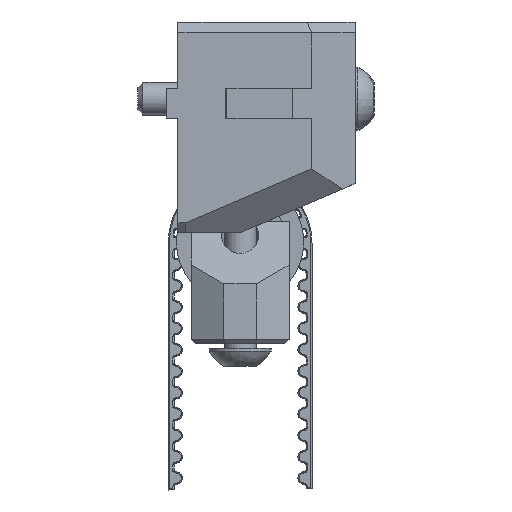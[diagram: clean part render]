
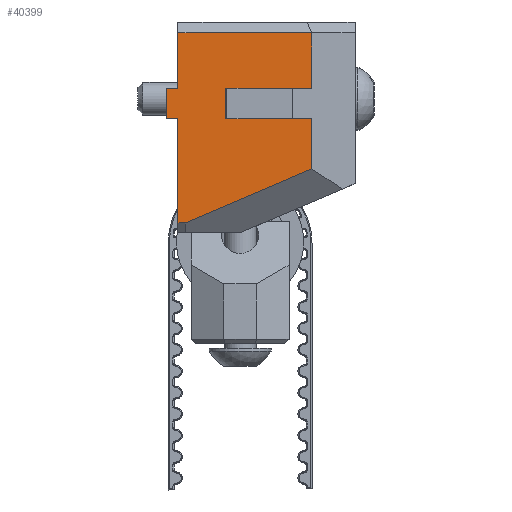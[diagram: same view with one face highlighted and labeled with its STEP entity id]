
A CAD part, left-side view. The second image highlights one B-rep face of the part: STEP entity #40399.
In plain terms, the highlighted planar face has unit normal (-1, 0, 0).
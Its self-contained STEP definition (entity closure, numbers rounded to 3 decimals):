
#6019=FACE_OUTER_BOUND('',#8642,.T.);
#8642=EDGE_LOOP('',(#36274,#36275,#36276,#36277,#36278,#36279,#36280,#36281,
#36282,#36283,#36284,#36285,#36286));
#12228=LINE('',#71725,#15328);
#12230=LINE('',#71729,#15330);
#12233=LINE('',#71735,#15333);
#12274=LINE('',#71836,#15374);
#12279=LINE('',#71850,#15379);
#12284=LINE('',#71860,#15384);
#12305=LINE('',#71911,#15405);
#12309=LINE('',#71918,#15409);
#12311=LINE('',#71924,#15411);
#12314=LINE('',#71929,#15414);
#12403=LINE('',#72119,#15503);
#12438=LINE('',#72215,#15538);
#12492=LINE('',#72364,#15592);
#15328=VECTOR('',#58348,7.931);
#15330=VECTOR('',#58352,5.1);
#15333=VECTOR('',#58355,4.597);
#15374=VECTOR('',#58440,2.8);
#15379=VECTOR('',#58451,1.064);
#15384=VECTOR('',#58458,9.571);
#15405=VECTOR('',#58495,12.626);
#15409=VECTOR('',#58501,7.931);
#15411=VECTOR('',#58509,1.064);
#15414=VECTOR('',#58514,0.686);
#15503=VECTOR('',#58697,2.8);
#15538=VECTOR('',#58798,12.291);
#15592=VECTOR('',#58950,5.1);
#18841=VERTEX_POINT('',#71722);
#18842=VERTEX_POINT('',#71724);
#18843=VERTEX_POINT('',#71728);
#18845=VERTEX_POINT('',#71732);
#18846=VERTEX_POINT('',#71734);
#18883=VERTEX_POINT('',#71833);
#18884=VERTEX_POINT('',#71835);
#18890=VERTEX_POINT('',#71848);
#18894=VERTEX_POINT('',#71858);
#18916=VERTEX_POINT('',#71910);
#18918=VERTEX_POINT('',#71916);
#18919=VERTEX_POINT('',#71923);
#19002=VERTEX_POINT('',#72214);
#24504=EDGE_CURVE('',#18842,#18841,#12228,.T.);
#24506=EDGE_CURVE('',#18843,#18841,#12230,.T.);
#24509=EDGE_CURVE('',#18845,#18846,#12233,.T.);
#24558=EDGE_CURVE('',#18883,#18884,#12274,.T.);
#24565=EDGE_CURVE('',#18883,#18890,#12279,.T.);
#24570=EDGE_CURVE('',#18894,#18890,#12284,.T.);
#24596=EDGE_CURVE('',#18846,#18916,#12305,.T.);
#24600=EDGE_CURVE('',#18845,#18918,#12309,.T.);
#24603=EDGE_CURVE('',#18919,#18884,#12311,.T.);
#24606=EDGE_CURVE('',#18916,#18894,#12314,.T.);
#24703=EDGE_CURVE('',#18918,#18842,#12403,.T.);
#24750=EDGE_CURVE('',#19002,#18843,#12438,.T.);
#24826=EDGE_CURVE('',#18919,#19002,#12492,.T.);
#36274=ORIENTED_EDGE('',*,*,#24506,.F.);
#36275=ORIENTED_EDGE('',*,*,#24750,.F.);
#36276=ORIENTED_EDGE('',*,*,#24826,.F.);
#36277=ORIENTED_EDGE('',*,*,#24603,.T.);
#36278=ORIENTED_EDGE('',*,*,#24558,.F.);
#36279=ORIENTED_EDGE('',*,*,#24565,.T.);
#36280=ORIENTED_EDGE('',*,*,#24570,.F.);
#36281=ORIENTED_EDGE('',*,*,#24606,.F.);
#36282=ORIENTED_EDGE('',*,*,#24596,.F.);
#36283=ORIENTED_EDGE('',*,*,#24509,.F.);
#36284=ORIENTED_EDGE('',*,*,#24600,.T.);
#36285=ORIENTED_EDGE('',*,*,#24703,.T.);
#36286=ORIENTED_EDGE('',*,*,#24504,.T.);
#37876=PLANE('',#45839);
#40399=ADVANCED_FACE('',(#6019),#37876,.T.);
#45839=AXIS2_PLACEMENT_3D('',#72363,#58948,#58949);
#58348=DIRECTION('',(0.,-1.,0.));
#58352=DIRECTION('',(0.,0.,-1.));
#58355=DIRECTION('',(0.,0.,-1.));
#58440=DIRECTION('',(0.,0.,1.));
#58451=DIRECTION('',(0.,-1.,0.));
#58458=DIRECTION('',(0.,0.,1.));
#58495=DIRECTION('',(0.,0.919,-0.394));
#58501=DIRECTION('',(0.,1.,0.));
#58509=DIRECTION('',(0.,1.,0.));
#58514=DIRECTION('',(0.,1.,0.));
#58697=DIRECTION('',(0.,0.,1.));
#58798=DIRECTION('',(0.,-1.,0.));
#58948=DIRECTION('center_axis',(-1.,0.,0.));
#58949=DIRECTION('ref_axis',(0.,0.,-1.));
#58950=DIRECTION('',(0.,0.,1.));
#71722=CARTESIAN_POINT('',(67.583,-32.291,85.187));
#71724=CARTESIAN_POINT('',(67.583,-24.361,85.187));
#71725=CARTESIAN_POINT('',(67.583,-24.361,85.187));
#71728=CARTESIAN_POINT('',(67.583,-32.291,90.286));
#71729=CARTESIAN_POINT('',(67.583,-32.291,90.286));
#71732=CARTESIAN_POINT('',(67.583,-32.291,82.387));
#71734=CARTESIAN_POINT('',(67.583,-32.291,77.79));
#71735=CARTESIAN_POINT('',(67.583,-32.291,82.387));
#71833=CARTESIAN_POINT('',(67.583,-18.936,82.387));
#71835=CARTESIAN_POINT('',(67.583,-18.936,85.187));
#71836=CARTESIAN_POINT('',(67.583,-18.936,82.387));
#71848=CARTESIAN_POINT('',(67.583,-20.,82.387));
#71850=CARTESIAN_POINT('',(67.583,-18.936,82.387));
#71858=CARTESIAN_POINT('',(67.583,-20.,72.816));
#71860=CARTESIAN_POINT('',(67.583,-20.,72.816));
#71910=CARTESIAN_POINT('',(67.583,-20.686,72.816));
#71911=CARTESIAN_POINT('',(67.583,-32.291,77.79));
#71916=CARTESIAN_POINT('',(67.583,-24.361,82.387));
#71918=CARTESIAN_POINT('',(67.583,-32.291,82.387));
#71923=CARTESIAN_POINT('',(67.583,-20.,85.187));
#71924=CARTESIAN_POINT('',(67.583,-20.,85.187));
#71929=CARTESIAN_POINT('',(67.583,-20.686,72.816));
#72119=CARTESIAN_POINT('',(67.583,-24.361,82.387));
#72214=CARTESIAN_POINT('',(67.583,-20.,90.286));
#72215=CARTESIAN_POINT('',(67.583,-20.,90.286));
#72363=CARTESIAN_POINT('Origin',(67.583,-22.412,87.536));
#72364=CARTESIAN_POINT('',(67.583,-20.,85.187));
